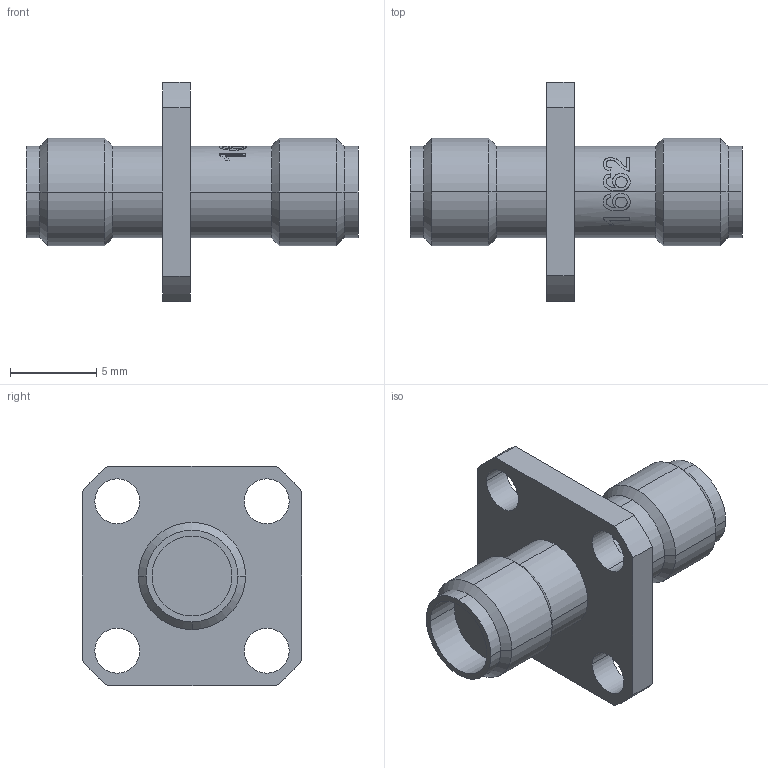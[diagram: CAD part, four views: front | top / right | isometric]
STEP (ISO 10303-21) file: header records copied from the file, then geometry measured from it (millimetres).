
FILE_DESCRIPTION (( 'STEP AP214' ), '1' );
FILE_NAME ('FMAD1662_3D.step', '2023-03-13T20:45:56', ( '' ), ( '' ), 'SwSTEP 2.0', 'SolidWorks 2022', '' );
FILE_SCHEMA (( 'AUTOMOTIVE_DESIGN' ));
Length unit declared in the file: inch
Products named in the file (1): FMAD1662_3D
Bounding box: 19.2 x 12.7 x 12.7 mm (x, y, z)
Volume: 601.4 mm3; surface area: 784.7 mm2
Topology: 1 solids, 1 shells, 118 faces, 298 edges, 192 vertices
Faces by surface type: cylinder 44, bspline 44, plane 18, cone 12
Entity records: 7201 total; most frequent: CARTESIAN_POINT 4626, ORIENTED_EDGE 596, DIRECTION 401, EDGE_CURVE 298, VERTEX_POINT 192, AXIS2_PLACEMENT_3D 163, EDGE_LOOP 136, B_SPLINE_CURVE_WITH_KNOTS 135
